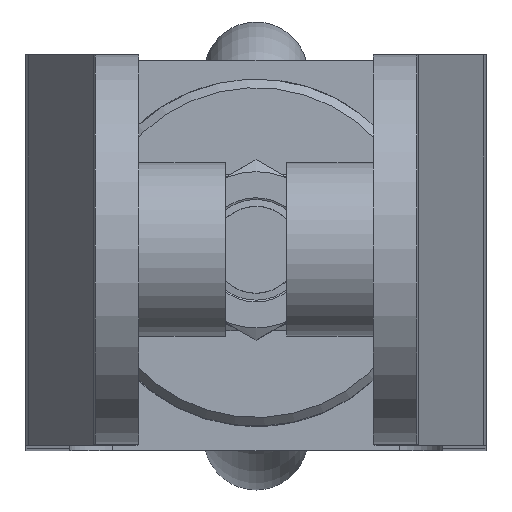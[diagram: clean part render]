
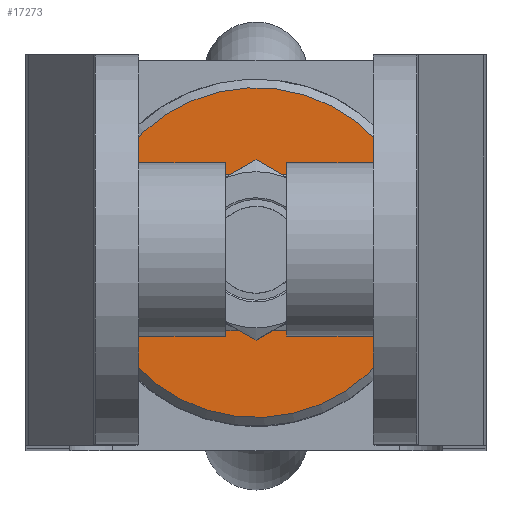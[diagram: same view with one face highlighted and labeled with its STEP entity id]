
A CAD part, top view. The second image highlights one B-rep face of the part: STEP entity #17273.
In plain terms, the highlighted planar face has unit normal (0, 0, 1).
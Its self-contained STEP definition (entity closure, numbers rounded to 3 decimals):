
#4390=PLANE($,#18010);
#4591=FACE_BOUND($,#6502,.T.);
#5435=FACE_OUTER_BOUND($,#6501,.T.);
#6501=EDGE_LOOP($,(#15225));
#6502=EDGE_LOOP($,(#15226,#15227,#15228,#15229,#15230,#15231));
#6669=CIRCLE($,#17915,19.);
#6719=CIRCLE($,#18011,9.);
#6720=CIRCLE($,#18012,9.);
#6721=CIRCLE($,#18013,9.);
#6722=CIRCLE($,#18014,9.);
#6723=CIRCLE($,#18015,9.);
#6724=CIRCLE($,#18016,9.);
#8194=VERTEX_POINT($,#30316);
#8265=VERTEX_POINT($,#42628);
#8266=VERTEX_POINT($,#42629);
#8267=VERTEX_POINT($,#42631);
#8268=VERTEX_POINT($,#42633);
#8269=VERTEX_POINT($,#42635);
#8270=VERTEX_POINT($,#42637);
#10485=EDGE_CURVE($,#8194,#8194,#6669,.T.);
#10593=EDGE_CURVE($,#8265,#8266,#6719,.T.);
#10594=EDGE_CURVE($,#8266,#8267,#6720,.T.);
#10595=EDGE_CURVE($,#8267,#8268,#6721,.T.);
#10596=EDGE_CURVE($,#8268,#8269,#6722,.T.);
#10597=EDGE_CURVE($,#8269,#8270,#6723,.T.);
#10598=EDGE_CURVE($,#8270,#8265,#6724,.T.);
#15225=ORIENTED_EDGE($,*,*,#10485,.F.);
#15226=ORIENTED_EDGE($,*,*,#10593,.T.);
#15227=ORIENTED_EDGE($,*,*,#10594,.T.);
#15228=ORIENTED_EDGE($,*,*,#10595,.T.);
#15229=ORIENTED_EDGE($,*,*,#10596,.T.);
#15230=ORIENTED_EDGE($,*,*,#10597,.T.);
#15231=ORIENTED_EDGE($,*,*,#10598,.T.);
#17273=ADVANCED_FACE($,(#5435,#4591),#4390,.T.);
#17915=AXIS2_PLACEMENT_3D($,#30317,#20591,#20592);
#18010=AXIS2_PLACEMENT_3D($,#42627,#20790,#20791);
#18011=AXIS2_PLACEMENT_3D($,#42630,#20792,#20793);
#18012=AXIS2_PLACEMENT_3D($,#42632,#20794,#20795);
#18013=AXIS2_PLACEMENT_3D($,#42634,#20796,#20797);
#18014=AXIS2_PLACEMENT_3D($,#42636,#20798,#20799);
#18015=AXIS2_PLACEMENT_3D($,#42638,#20800,#20801);
#18016=AXIS2_PLACEMENT_3D($,#42639,#20802,#20803);
#20591=DIRECTION('center_axis',(0.,0.,
-1.));
#20592=DIRECTION('ref_axis',(-0.124,-0.992,0.));
#20790=DIRECTION('center_axis',(0.,0.,
1.));
#20791=DIRECTION('ref_axis',(0.124,0.992,0.));
#20792=DIRECTION('center_axis',(0.,0.,
-1.));
#20793=DIRECTION('ref_axis',(-1.,0.,0.));
#20794=DIRECTION('center_axis',(0.,0.,
-1.));
#20795=DIRECTION('ref_axis',(-1.,0.,0.));
#20796=DIRECTION('center_axis',(0.,0.,
-1.));
#20797=DIRECTION('ref_axis',(-1.,0.,0.));
#20798=DIRECTION('center_axis',(0.,0.,
-1.));
#20799=DIRECTION('ref_axis',(-1.,0.,0.));
#20800=DIRECTION('center_axis',(0.,0.,
-1.));
#20801=DIRECTION('ref_axis',(-1.,0.,0.));
#20802=DIRECTION('center_axis',(0.,0.,
-1.));
#20803=DIRECTION('ref_axis',(-1.,0.,0.));
#30316=CARTESIAN_POINT('',(3.321,13.853,57.857));
#30317=CARTESIAN_POINT('Origin',(0.958,-5.,57.857));
#42627=CARTESIAN_POINT('Origin',(0.958,-5.,57.857));
#42628=CARTESIAN_POINT('',(8.752,-0.5,57.857));
#42629=CARTESIAN_POINT('',(8.752,-9.5,57.857));
#42630=CARTESIAN_POINT('Origin',(0.958,-5.,57.857));
#42631=CARTESIAN_POINT('',(0.958,-14.,57.857));
#42632=CARTESIAN_POINT('Origin',(0.958,-5.,57.857));
#42633=CARTESIAN_POINT('',(-6.836,-9.5,57.857));
#42634=CARTESIAN_POINT('Origin',(0.958,-5.,57.857));
#42635=CARTESIAN_POINT('',(-6.836,-0.5,57.857));
#42636=CARTESIAN_POINT('Origin',(0.958,-5.,57.857));
#42637=CARTESIAN_POINT('',(0.958,4.,57.857));
#42638=CARTESIAN_POINT('Origin',(0.958,-5.,57.857));
#42639=CARTESIAN_POINT('Origin',(0.958,-5.,57.857));
